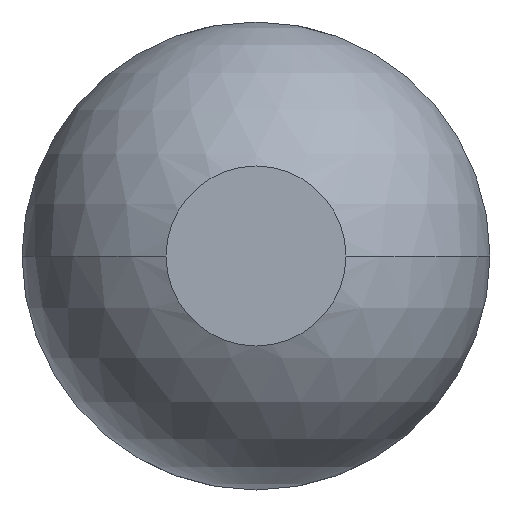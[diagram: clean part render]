
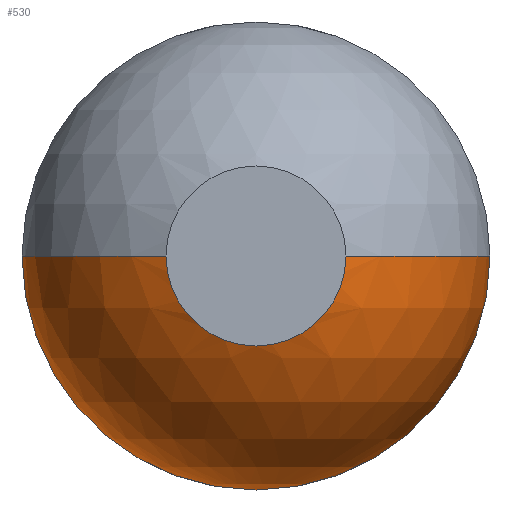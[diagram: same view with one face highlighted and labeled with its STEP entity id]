
A CAD part, front view. The second image highlights one B-rep face of the part: STEP entity #530.
In plain terms, the highlighted spherical face has radius 0.39 mm.
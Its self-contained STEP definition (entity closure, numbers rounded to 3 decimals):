
#1 = DIRECTION ( 'NONE',  ( 0., 0., 1. ) ) ;
#22 = SPHERICAL_SURFACE ( 'NONE', #2267, 0.39 ) ;
#144 = EDGE_CURVE ( 'Defeature ausgef�hrt1_5+Defeature ausgef�hrt1_4+Defeature ausgef�hrt1_4+Defeature ausgef�hrt1_4', #569, #524, #1709, .T. ) ;
#252 = CARTESIAN_POINT ( 'NONE',  ( 0., -35.94, 0. ) ) ;
#269 = CIRCLE ( 'NONE', #1337, 0.39 ) ;
#386 = EDGE_LOOP ( 'NONE', ( #2003, #778, #2829, #824, #645, #1507 ) ) ;
#474 = DIRECTION ( 'NONE',  ( 1., 0., 0. ) ) ;
#497 = AXIS2_PLACEMENT_3D ( 'NONE', #2592, #1016, #2851 ) ;
#524 = VERTEX_POINT ( 'NONE', #2587 ) ;
#530 = ADVANCED_FACE ( 'Defeature ausgef�hrt1_4', ( #2783 ), #22, .T. ) ;
#569 = VERTEX_POINT ( 'NONE', #2565 ) ;
#590 = DIRECTION ( 'NONE',  ( 0., 0., -1. ) ) ;
#601 = DIRECTION ( 'NONE',  ( 0., 1., 0. ) ) ;
#645 = ORIENTED_EDGE ( 'NONE', *, *, #2462, .F. ) ;
#770 = CARTESIAN_POINT ( 'NONE',  ( 0., -35.94, 0. ) ) ;
#778 = ORIENTED_EDGE ( 'NONE', *, *, #1686, .T. ) ;
#795 = CARTESIAN_POINT ( 'NONE',  ( -0.39, -35.94, 0. ) ) ;
#824 = ORIENTED_EDGE ( 'NONE', *, *, #144, .F. ) ;
#1016 = DIRECTION ( 'NONE',  ( 0., -1., 0. ) ) ;
#1108 = CIRCLE ( 'NONE', #497, 0.15 ) ;
#1248 = DIRECTION ( 'NONE',  ( 0., 1., 0. ) ) ;
#1301 = DIRECTION ( 'NONE',  ( 1., 0., 0. ) ) ;
#1337 = AXIS2_PLACEMENT_3D ( 'NONE', #3345, #1, #1301 ) ;
#1348 = EDGE_CURVE ( 'Defeature ausgef�hrt1_10+Defeature ausgef�hrt1_4+Defeature ausgef�hrt1_4+Defeature ausgef�hrt1_4', #2749, #2472, #1108, .T. ) ;
#1372 = DIRECTION ( 'NONE',  ( -1., 0., 0. ) ) ;
#1497 = DIRECTION ( 'NONE',  ( 0., 0., 1. ) ) ;
#1507 = ORIENTED_EDGE ( 'NONE', *, *, #1514, .F. ) ;
#1511 = CIRCLE ( 'NONE', #3137, 0.39 ) ;
#1514 = EDGE_CURVE ( 'Defeature ausgef�hrt1_10+Defeature ausgef�hrt1_4+Defeature ausgef�hrt1_4+Defeature ausgef�hrt1_4', #2472, #2628, #2015, .T. ) ;
#1529 = CARTESIAN_POINT ( 'NONE',  ( 0.15, -36.3, 0. ) ) ;
#1686 = EDGE_CURVE ( 'NONE', #2749, #3234, #1511, .T. ) ;
#1709 = CIRCLE ( 'NONE', #2203, 0.39 ) ;
#1869 = DIRECTION ( 'NONE',  ( 0., -1., 0. ) ) ;
#2003 = ORIENTED_EDGE ( 'NONE', *, *, #1348, .F. ) ;
#2015 = CIRCLE ( 'NONE', #2455, 0.15 ) ;
#2048 = EDGE_CURVE ( 'Defeature ausgef�hrt1_5+Defeature ausgef�hrt1_4+Defeature ausgef�hrt1_4+Defeature ausgef�hrt1_4', #524, #3234, #2428, .T. ) ;
#2086 = CARTESIAN_POINT ( 'NONE',  ( -0.15, -36.3, 0. ) ) ;
#2203 = AXIS2_PLACEMENT_3D ( 'NONE', #2918, #601, #2679 ) ;
#2267 = AXIS2_PLACEMENT_3D ( 'NONE', #252, #2834, #474 ) ;
#2428 = CIRCLE ( 'NONE', #2566, 0.39 ) ;
#2455 = AXIS2_PLACEMENT_3D ( 'NONE', #2901, #1869, #590 ) ;
#2462 = EDGE_CURVE ( 'NONE', #2628, #569, #269, .T. ) ;
#2472 = VERTEX_POINT ( 'NONE', #2863 ) ;
#2565 = CARTESIAN_POINT ( 'NONE',  ( 0.39, -35.94, 0. ) ) ;
#2566 = AXIS2_PLACEMENT_3D ( 'NONE', #770, #1248, #1497 ) ;
#2587 = CARTESIAN_POINT ( 'NONE',  ( 0., -35.94, -0.39 ) ) ;
#2592 = CARTESIAN_POINT ( 'NONE',  ( 0., -36.3, 0. ) ) ;
#2628 = VERTEX_POINT ( 'NONE', #1529 ) ;
#2679 = DIRECTION ( 'NONE',  ( 0., 0., 1. ) ) ;
#2749 = VERTEX_POINT ( 'NONE', #2086 ) ;
#2783 = FACE_OUTER_BOUND ( 'NONE', #386, .T. ) ;
#2829 = ORIENTED_EDGE ( 'NONE', *, *, #2048, .F. ) ;
#2834 = DIRECTION ( 'NONE',  ( 0., 0., -1. ) ) ;
#2851 = DIRECTION ( 'NONE',  ( 0., 0., -1. ) ) ;
#2863 = CARTESIAN_POINT ( 'NONE',  ( 0., -36.3, -0.15 ) ) ;
#2901 = CARTESIAN_POINT ( 'NONE',  ( 0., -36.3, 0. ) ) ;
#2918 = CARTESIAN_POINT ( 'NONE',  ( 0., -35.94, 0. ) ) ;
#2932 = CARTESIAN_POINT ( 'NONE',  ( 0., -35.94, 0. ) ) ;
#3137 = AXIS2_PLACEMENT_3D ( 'NONE', #2932, #3202, #1372 ) ;
#3202 = DIRECTION ( 'NONE',  ( 0., 0., -1. ) ) ;
#3234 = VERTEX_POINT ( 'NONE', #795 ) ;
#3345 = CARTESIAN_POINT ( 'NONE',  ( 0., -35.94, 0. ) ) ;
